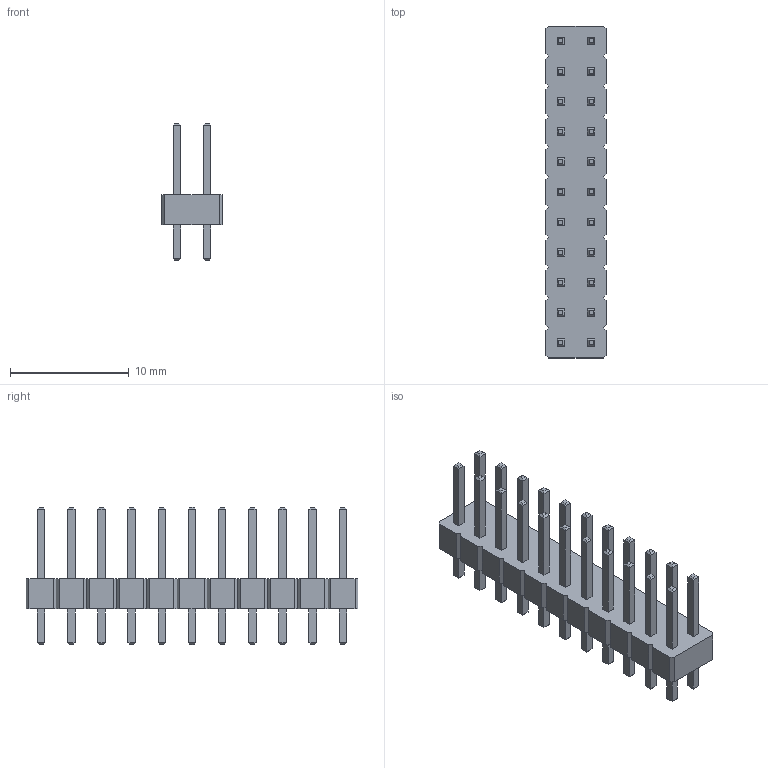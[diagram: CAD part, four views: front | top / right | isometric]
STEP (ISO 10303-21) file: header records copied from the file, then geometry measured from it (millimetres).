
FILE_DESCRIPTION(/* description */ ('model of Pin_Header_Straight_2x11_Pitch2.54mm'),/* implementation_level */ '2;1');
FILE_NAME(/* name */ 'Pin_Header_Straight_2x11_Pitch2.54mm.step',/* time_stamp */ '2017-06-29T10:07:00',/* author */ ('kicad StepUp','ksu'),/* organization */ ('FreeCAD'),/* preprocessor_version */ 'OCC',/* originating_system */ 'kicad StepUp',/* authorisation */ '');
FILE_SCHEMA(('AUTOMOTIVE_DESIGN_CC2 { 1 2 10303 214 -1 1 5 4 }'));
Length unit declared in the file: millimetre
Products named in the file (1): Pin_Header_Straight_2x11_Pitch254mm
Bounding box: 5.08 x 27.94 x 11.54 mm (x, y, z)
Volume: 437.1 mm3; surface area: 953.2 mm2
Topology: 1 solids, 1 shells, 466 faces, 1084 edges, 664 vertices
Faces by surface type: plane 466
Entity records: 16015 total; most frequent: CARTESIAN_POINT 2215, ORIENTED_EDGE 2168, DIRECTION 2018, EDGE_CURVE 1084, LINE 1084, VECTOR 1084, VERTEX_POINT 664, FACE_BOUND 510
